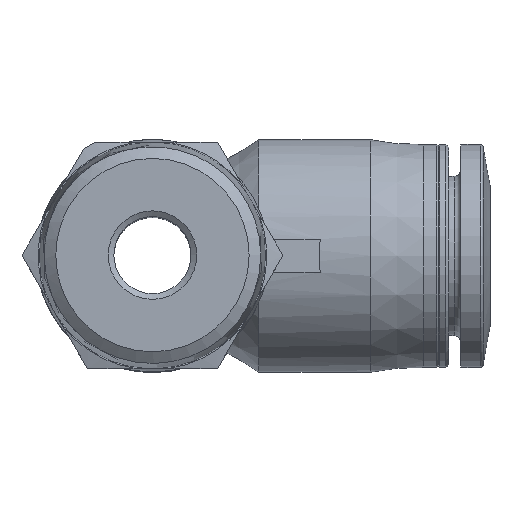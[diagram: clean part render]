
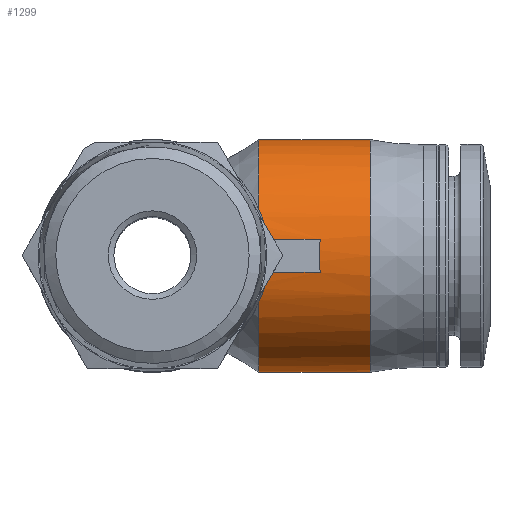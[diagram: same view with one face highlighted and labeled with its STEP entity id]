
A CAD part, top view. The second image highlights one B-rep face of the part: STEP entity #1299.
In plain terms, the highlighted cylindrical face has radius 8.75 mm (diameter 17.5 mm), a full revolution.
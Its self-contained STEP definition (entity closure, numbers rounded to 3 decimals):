
#91=LINE('',#1945,#132);
#94=LINE('',#1952,#135);
#96=LINE('',#1956,#137);
#99=LINE('',#1963,#140);
#132=VECTOR('',#1541,1000.);
#135=VECTOR('',#1546,1000.);
#137=VECTOR('',#1550,1000.);
#140=VECTOR('',#1555,1000.);
#176=B_SPLINE_CURVE_WITH_KNOTS('',3,(#1982,#1983,#1984,#1985),
 .UNSPECIFIED.,.F.,.F.,(4,4),(0.,0.001),
 .UNSPECIFIED.);
#179=B_SPLINE_CURVE_WITH_KNOTS('',3,(#1999,#2000,#2001,#2002),
 .UNSPECIFIED.,.F.,.F.,(4,4),(0.,0.001),
 .UNSPECIFIED.);
#181=B_SPLINE_CURVE_WITH_KNOTS('',3,(#2009,#2010,#2011,#2012),
 .UNSPECIFIED.,.F.,.F.,(4,4),(0.001,0.002),
 .UNSPECIFIED.);
#184=B_SPLINE_CURVE_WITH_KNOTS('',3,(#2026,#2027,#2028,#2029),
 .UNSPECIFIED.,.F.,.F.,(4,4),(0.001,0.002),
 .UNSPECIFIED.);
#224=ELLIPSE('',#1364,12.374,8.75);
#225=ELLIPSE('',#1365,12.374,8.75);
#227=ELLIPSE('',#1367,12.374,8.75);
#228=ELLIPSE('',#1368,12.374,8.75);
#230=ELLIPSE('',#1412,12.374,8.75);
#231=ELLIPSE('',#1414,12.374,8.75);
#517=ORIENTED_EDGE('',*,*,#733,.F.);
#518=ORIENTED_EDGE('',*,*,#732,.T.);
#519=ORIENTED_EDGE('',*,*,#616,.T.);
#520=ORIENTED_EDGE('',*,*,#627,.T.);
#521=ORIENTED_EDGE('',*,*,#598,.F.);
#522=ORIENTED_EDGE('',*,*,#674,.T.);
#523=ORIENTED_EDGE('',*,*,#603,.T.);
#524=ORIENTED_EDGE('',*,*,#633,.T.);
#525=ORIENTED_EDGE('',*,*,#618,.T.);
#526=ORIENTED_EDGE('',*,*,#731,.T.);
#527=ORIENTED_EDGE('',*,*,#612,.T.);
#528=ORIENTED_EDGE('',*,*,#631,.T.);
#529=ORIENTED_EDGE('',*,*,#606,.T.);
#530=ORIENTED_EDGE('',*,*,#675,.T.);
#531=ORIENTED_EDGE('',*,*,#601,.F.);
#532=ORIENTED_EDGE('',*,*,#629,.T.);
#533=ORIENTED_EDGE('',*,*,#622,.T.);
#598=EDGE_CURVE('',#772,#773,#91,.F.);
#601=EDGE_CURVE('',#774,#776,#94,.T.);
#603=EDGE_CURVE('',#777,#778,#96,.F.);
#606=EDGE_CURVE('',#780,#781,#99,.T.);
#612=EDGE_CURVE('',#783,#785,#176,.T.);
#616=EDGE_CURVE('',#786,#788,#179,.T.);
#618=EDGE_CURVE('',#790,#789,#181,.T.);
#622=EDGE_CURVE('',#793,#792,#184,.T.);
#627=EDGE_CURVE('',#788,#773,#224,.T.);
#629=EDGE_CURVE('',#774,#793,#225,.F.);
#631=EDGE_CURVE('',#785,#780,#227,.F.);
#633=EDGE_CURVE('',#778,#790,#228,.T.);
#674=EDGE_CURVE('',#772,#777,#230,.F.);
#675=EDGE_CURVE('',#781,#776,#231,.F.);
#731=EDGE_CURVE('',#789,#783,#933,.T.);
#732=EDGE_CURVE('',#792,#786,#934,.T.);
#733=EDGE_CURVE('',#864,#864,#935,.T.);
#772=VERTEX_POINT('',#1944);
#773=VERTEX_POINT('',#1946);
#774=VERTEX_POINT('',#1950);
#776=VERTEX_POINT('',#1953);
#777=VERTEX_POINT('',#1957);
#778=VERTEX_POINT('',#1958);
#780=VERTEX_POINT('',#1964);
#781=VERTEX_POINT('',#1965);
#783=VERTEX_POINT('',#1974);
#785=VERTEX_POINT('',#1981);
#786=VERTEX_POINT('',#1991);
#788=VERTEX_POINT('',#1998);
#789=VERTEX_POINT('',#2008);
#790=VERTEX_POINT('',#2013);
#792=VERTEX_POINT('',#2025);
#793=VERTEX_POINT('',#2030);
#864=VERTEX_POINT('',#2364);
#933=CIRCLE('',#1459,8.75);
#934=CIRCLE('',#1461,8.75);
#935=CIRCLE('',#1463,8.75);
#1040=EDGE_LOOP('',(#517));
#1041=EDGE_LOOP('',(#518,#519,#520,#521,#522,#523,#524,#525,#526,#527,#528,
#529,#530,#531,#532,#533));
#1171=FACE_BOUND('',#1040,.T.);
#1172=FACE_BOUND('',#1041,.T.);
#1228=CYLINDRICAL_SURFACE('',#1462,8.75);
#1299=ADVANCED_FACE('',(#1171,#1172),#1228,.T.);
#1364=AXIS2_PLACEMENT_3D('',#2042,#1580,#1581);
#1365=AXIS2_PLACEMENT_3D('',#2044,#1583,#1584);
#1367=AXIS2_PLACEMENT_3D('',#2046,#1587,#1588);
#1368=AXIS2_PLACEMENT_3D('',#2048,#1590,#1591);
#1412=AXIS2_PLACEMENT_3D('',#2183,#1684,#1685);
#1414=AXIS2_PLACEMENT_3D('',#2185,#1688,#1689);
#1459=AXIS2_PLACEMENT_3D('',#2359,#1797,#1798);
#1461=AXIS2_PLACEMENT_3D('',#2361,#1801,#1802);
#1462=AXIS2_PLACEMENT_3D('',#2362,#1803,#1804);
#1463=AXIS2_PLACEMENT_3D('',#2363,#1805,#1806);
#1541=DIRECTION('',(1.,0.,0.));
#1546=DIRECTION('',(1.,0.,0.));
#1550=DIRECTION('',(1.,0.,0.));
#1555=DIRECTION('',(1.,0.,0.));
#1580=DIRECTION('',(0.707,0.,-0.707));
#1581=DIRECTION('',(-0.707,0.,-0.707));
#1583=DIRECTION('',(-0.707,0.,-0.707));
#1584=DIRECTION('',(0.707,0.,-0.707));
#1587=DIRECTION('',(-0.707,0.,-0.707));
#1588=DIRECTION('',(0.707,0.,-0.707));
#1590=DIRECTION('',(0.707,0.,-0.707));
#1591=DIRECTION('',(-0.707,0.,-0.707));
#1684=DIRECTION('',(-0.707,0.,-0.707));
#1685=DIRECTION('',(0.707,0.,-0.707));
#1688=DIRECTION('',(-0.707,0.,0.707));
#1689=DIRECTION('',(0.707,0.,0.707));
#1797=DIRECTION('',(1.,0.,0.));
#1798=DIRECTION('',(0.,0.,-1.));
#1801=DIRECTION('',(1.,0.,0.));
#1802=DIRECTION('',(0.,0.,-1.));
#1803=DIRECTION('',(1.,0.,0.));
#1804=DIRECTION('',(0.,0.,-1.));
#1805=DIRECTION('',(1.,0.,0.));
#1806=DIRECTION('',(0.,0.,-1.));
#1944=CARTESIAN_POINT('',(12.624,1.25,8.66));
#1945=CARTESIAN_POINT('',(25.4,1.25,8.66));
#1946=CARTESIAN_POINT('',(8.66,1.25,8.66));
#1950=CARTESIAN_POINT('',(8.66,1.25,-8.66));
#1952=CARTESIAN_POINT('',(25.4,1.25,-8.66));
#1953=CARTESIAN_POINT('',(12.624,1.25,-8.66));
#1956=CARTESIAN_POINT('',(25.4,-1.25,8.66));
#1957=CARTESIAN_POINT('',(12.624,-1.25,8.66));
#1958=CARTESIAN_POINT('',(8.66,-1.25,8.66));
#1963=CARTESIAN_POINT('',(25.4,-1.25,-8.66));
#1964=CARTESIAN_POINT('',(8.66,-1.25,-8.66));
#1965=CARTESIAN_POINT('',(12.624,-1.25,-8.66));
#1974=CARTESIAN_POINT('',(8.,-3.074,-8.192));
#1981=CARTESIAN_POINT('',(8.5,-2.077,-8.5));
#1982=CARTESIAN_POINT('',(8.,-3.074,-8.192));
#1983=CARTESIAN_POINT('',(8.195,-2.759,-8.311));
#1984=CARTESIAN_POINT('',(8.363,-2.427,-8.414));
#1985=CARTESIAN_POINT('',(8.5,-2.077,-8.5));
#1991=CARTESIAN_POINT('',(8.,3.322,8.095));
#1998=CARTESIAN_POINT('',(8.25,2.915,8.25));
#1999=CARTESIAN_POINT('',(8.,3.322,8.095));
#2000=CARTESIAN_POINT('',(8.088,3.19,8.149));
#2001=CARTESIAN_POINT('',(8.172,3.054,8.201));
#2002=CARTESIAN_POINT('',(8.25,2.915,8.25));
#2008=CARTESIAN_POINT('',(8.,-3.322,8.095));
#2009=CARTESIAN_POINT('',(8.25,-2.915,8.25));
#2010=CARTESIAN_POINT('',(8.172,-3.054,8.201));
#2011=CARTESIAN_POINT('',(8.088,-3.19,8.149));
#2012=CARTESIAN_POINT('',(8.,-3.322,8.095));
#2013=CARTESIAN_POINT('',(8.25,-2.915,8.25));
#2025=CARTESIAN_POINT('',(8.,3.074,-8.192));
#2026=CARTESIAN_POINT('',(8.5,2.077,-8.5));
#2027=CARTESIAN_POINT('',(8.363,2.427,-8.414));
#2028=CARTESIAN_POINT('',(8.195,2.759,-8.311));
#2029=CARTESIAN_POINT('',(8.,3.074,-8.192));
#2030=CARTESIAN_POINT('',(8.5,2.077,-8.5));
#2042=CARTESIAN_POINT('',(0.,0.,0.));
#2044=CARTESIAN_POINT('',(0.,0.,0.));
#2046=CARTESIAN_POINT('',(0.,0.,0.));
#2048=CARTESIAN_POINT('',(0.,0.,0.));
#2183=CARTESIAN_POINT('',(21.284,0.,0.));
#2185=CARTESIAN_POINT('',(21.284,0.,0.));
#2359=CARTESIAN_POINT('',(8.,0.,0.));
#2361=CARTESIAN_POINT('',(8.,0.,0.));
#2362=CARTESIAN_POINT('',(25.4,0.,0.));
#2363=CARTESIAN_POINT('',(16.4,0.,0.));
#2364=CARTESIAN_POINT('',(16.4,0.,-8.75));
